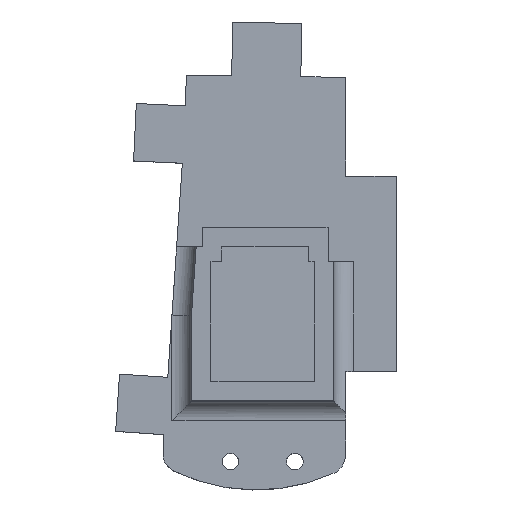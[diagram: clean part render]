
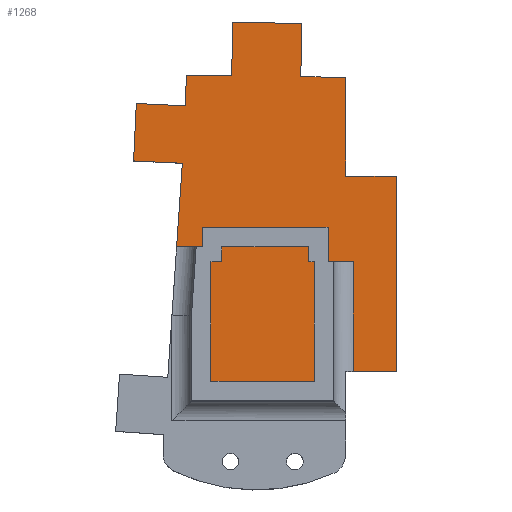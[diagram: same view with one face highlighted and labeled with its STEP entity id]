
A CAD part, top view. The second image highlights one B-rep face of the part: STEP entity #1268.
In plain terms, the highlighted planar face has unit normal (0, 0, 1).
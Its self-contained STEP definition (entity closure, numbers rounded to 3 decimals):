
#81=PLANE('',#1359);
#125=FACE_OUTER_BOUND('',#190,.T.);
#190=EDGE_LOOP('',(#881,#882,#883,#884,#885,#886,#887,#888,#889,#890,#891,
#892,#893,#894,#895,#896,#897,#898,#899,#900,#901,#902,#903,#904,#905,#906,
#907,#908));
#268=LINE('',#1838,#387);
#276=LINE('',#1863,#395);
#277=LINE('',#1865,#396);
#278=LINE('',#1866,#397);
#279=LINE('',#1868,#398);
#280=LINE('',#1870,#399);
#281=LINE('',#1872,#400);
#282=LINE('',#1874,#401);
#283=LINE('',#1876,#402);
#284=LINE('',#1878,#403);
#285=LINE('',#1880,#404);
#286=LINE('',#1882,#405);
#287=LINE('',#1884,#406);
#288=LINE('',#1886,#407);
#289=LINE('',#1888,#408);
#290=LINE('',#1890,#409);
#291=LINE('',#1892,#410);
#292=LINE('',#1894,#411);
#293=LINE('',#1896,#412);
#294=LINE('',#1898,#413);
#295=LINE('',#1900,#414);
#296=LINE('',#1902,#415);
#297=LINE('',#1904,#416);
#298=LINE('',#1906,#417);
#299=LINE('',#1908,#418);
#300=LINE('',#1910,#419);
#301=LINE('',#1912,#420);
#302=LINE('',#1913,#421);
#387=VECTOR('',#1480,10.);
#395=VECTOR('',#1504,10.);
#396=VECTOR('',#1505,10.);
#397=VECTOR('',#1506,10.);
#398=VECTOR('',#1507,10.);
#399=VECTOR('',#1508,10.);
#400=VECTOR('',#1509,10.);
#401=VECTOR('',#1510,10.);
#402=VECTOR('',#1511,10.);
#403=VECTOR('',#1512,10.);
#404=VECTOR('',#1513,10.);
#405=VECTOR('',#1514,10.);
#406=VECTOR('',#1515,10.);
#407=VECTOR('',#1516,10.);
#408=VECTOR('',#1517,10.);
#409=VECTOR('',#1518,10.);
#410=VECTOR('',#1519,10.);
#411=VECTOR('',#1520,10.);
#412=VECTOR('',#1521,10.);
#413=VECTOR('',#1522,10.);
#414=VECTOR('',#1523,10.);
#415=VECTOR('',#1524,10.);
#416=VECTOR('',#1525,10.);
#417=VECTOR('',#1526,10.);
#418=VECTOR('',#1527,10.);
#419=VECTOR('',#1528,10.);
#420=VECTOR('',#1529,10.);
#421=VECTOR('',#1530,10.);
#545=VERTEX_POINT('',#1835);
#546=VERTEX_POINT('',#1837);
#554=VERTEX_POINT('',#1858);
#555=VERTEX_POINT('',#1862);
#556=VERTEX_POINT('',#1864);
#557=VERTEX_POINT('',#1867);
#558=VERTEX_POINT('',#1869);
#559=VERTEX_POINT('',#1871);
#560=VERTEX_POINT('',#1873);
#561=VERTEX_POINT('',#1875);
#562=VERTEX_POINT('',#1877);
#563=VERTEX_POINT('',#1879);
#564=VERTEX_POINT('',#1881);
#565=VERTEX_POINT('',#1883);
#566=VERTEX_POINT('',#1885);
#567=VERTEX_POINT('',#1887);
#568=VERTEX_POINT('',#1889);
#569=VERTEX_POINT('',#1891);
#570=VERTEX_POINT('',#1893);
#571=VERTEX_POINT('',#1895);
#572=VERTEX_POINT('',#1897);
#573=VERTEX_POINT('',#1899);
#574=VERTEX_POINT('',#1901);
#575=VERTEX_POINT('',#1903);
#576=VERTEX_POINT('',#1905);
#577=VERTEX_POINT('',#1907);
#578=VERTEX_POINT('',#1909);
#579=VERTEX_POINT('',#1911);
#674=EDGE_CURVE('',#546,#545,#268,.T.);
#686=EDGE_CURVE('',#554,#555,#276,.T.);
#687=EDGE_CURVE('',#555,#556,#277,.T.);
#688=EDGE_CURVE('',#556,#546,#278,.T.);
#689=EDGE_CURVE('',#545,#557,#279,.T.);
#690=EDGE_CURVE('',#557,#558,#280,.T.);
#691=EDGE_CURVE('',#558,#559,#281,.T.);
#692=EDGE_CURVE('',#559,#560,#282,.T.);
#693=EDGE_CURVE('',#560,#561,#283,.T.);
#694=EDGE_CURVE('',#561,#562,#284,.T.);
#695=EDGE_CURVE('',#562,#563,#285,.T.);
#696=EDGE_CURVE('',#563,#564,#286,.T.);
#697=EDGE_CURVE('',#564,#565,#287,.T.);
#698=EDGE_CURVE('',#566,#565,#288,.T.);
#699=EDGE_CURVE('',#566,#567,#289,.T.);
#700=EDGE_CURVE('',#567,#568,#290,.T.);
#701=EDGE_CURVE('',#568,#569,#291,.T.);
#702=EDGE_CURVE('',#569,#570,#292,.T.);
#703=EDGE_CURVE('',#570,#571,#293,.T.);
#704=EDGE_CURVE('',#571,#572,#294,.T.);
#705=EDGE_CURVE('',#572,#573,#295,.T.);
#706=EDGE_CURVE('',#573,#574,#296,.T.);
#707=EDGE_CURVE('',#574,#575,#297,.T.);
#708=EDGE_CURVE('',#575,#576,#298,.T.);
#709=EDGE_CURVE('',#576,#577,#299,.T.);
#710=EDGE_CURVE('',#577,#578,#300,.T.);
#711=EDGE_CURVE('',#578,#579,#301,.T.);
#712=EDGE_CURVE('',#579,#554,#302,.T.);
#881=ORIENTED_EDGE('',*,*,#686,.T.);
#882=ORIENTED_EDGE('',*,*,#687,.T.);
#883=ORIENTED_EDGE('',*,*,#688,.T.);
#884=ORIENTED_EDGE('',*,*,#674,.T.);
#885=ORIENTED_EDGE('',*,*,#689,.T.);
#886=ORIENTED_EDGE('',*,*,#690,.T.);
#887=ORIENTED_EDGE('',*,*,#691,.T.);
#888=ORIENTED_EDGE('',*,*,#692,.T.);
#889=ORIENTED_EDGE('',*,*,#693,.T.);
#890=ORIENTED_EDGE('',*,*,#694,.T.);
#891=ORIENTED_EDGE('',*,*,#695,.T.);
#892=ORIENTED_EDGE('',*,*,#696,.T.);
#893=ORIENTED_EDGE('',*,*,#697,.T.);
#894=ORIENTED_EDGE('',*,*,#698,.F.);
#895=ORIENTED_EDGE('',*,*,#699,.T.);
#896=ORIENTED_EDGE('',*,*,#700,.T.);
#897=ORIENTED_EDGE('',*,*,#701,.T.);
#898=ORIENTED_EDGE('',*,*,#702,.T.);
#899=ORIENTED_EDGE('',*,*,#703,.T.);
#900=ORIENTED_EDGE('',*,*,#704,.T.);
#901=ORIENTED_EDGE('',*,*,#705,.T.);
#902=ORIENTED_EDGE('',*,*,#706,.T.);
#903=ORIENTED_EDGE('',*,*,#707,.T.);
#904=ORIENTED_EDGE('',*,*,#708,.T.);
#905=ORIENTED_EDGE('',*,*,#709,.T.);
#906=ORIENTED_EDGE('',*,*,#710,.T.);
#907=ORIENTED_EDGE('',*,*,#711,.T.);
#908=ORIENTED_EDGE('',*,*,#712,.T.);
#1268=ADVANCED_FACE('',(#125),#81,.T.);
#1359=AXIS2_PLACEMENT_3D('',#1861,#1502,#1503);
#1480=DIRECTION('',(0.,-1.,0.));
#1502=DIRECTION('center_axis',(0.,0.,1.));
#1503=DIRECTION('ref_axis',(1.,0.,0.));
#1504=DIRECTION('',(1.,0.,0.));
#1505=DIRECTION('',(0.,1.,0.));
#1506=DIRECTION('',(1.,0.,0.));
#1507=DIRECTION('',(-1.,0.,0.));
#1508=DIRECTION('',(0.,-1.,0.));
#1509=DIRECTION('',(1.,0.,0.));
#1510=DIRECTION('',(0.,1.,0.));
#1511=DIRECTION('',(-1.,0.,0.));
#1512=DIRECTION('',(0.,1.,0.));
#1513=DIRECTION('',(1.,0.,0.));
#1514=DIRECTION('',(0.,-1.,0.));
#1515=DIRECTION('',(1.,0.,0.));
#1516=DIRECTION('',(0.,1.,0.));
#1517=DIRECTION('',(1.,0.,0.));
#1518=DIRECTION('',(0.,1.,0.));
#1519=DIRECTION('',(-1.,0.,0.));
#1520=DIRECTION('',(0.,1.,0.));
#1521=DIRECTION('',(-1.,0.014,0.));
#1522=DIRECTION('',(0.023,1.,0.));
#1523=DIRECTION('',(-1.,0.023,0.));
#1524=DIRECTION('',(-0.023,-1.,0.));
#1525=DIRECTION('',(-1.,0.014,0.));
#1526=DIRECTION('',(-0.047,-0.999,0.));
#1527=DIRECTION('',(-0.999,0.047,0.));
#1528=DIRECTION('',(-0.047,-0.999,0.));
#1529=DIRECTION('',(0.999,-0.047,0.));
#1530=DIRECTION('',(-0.068,-0.998,0.));
#1835=CARTESIAN_POINT('',(-4.262,0.571,3.12));
#1837=CARTESIAN_POINT('',(-4.262,4.071,3.12));
#1838=CARTESIAN_POINT('',(-4.262,0.86,3.12));
#1858=CARTESIAN_POINT('',(-8.884,2.071,3.12));
#1861=CARTESIAN_POINT('Origin',(-0.745,1.148,3.12));
#1862=CARTESIAN_POINT('',(-6.262,2.071,3.12));
#1863=CARTESIAN_POINT('',(-3.503,2.071,3.12));
#1864=CARTESIAN_POINT('',(-6.262,4.071,3.12));
#1865=CARTESIAN_POINT('',(-6.262,2.61,3.12));
#1866=CARTESIAN_POINT('',(2.947,4.071,3.12));
#1867=CARTESIAN_POINT('',(-5.362,0.571,3.12));
#1868=CARTESIAN_POINT('',(-3.053,0.571,3.12));
#1869=CARTESIAN_POINT('',(-5.362,-11.729,3.12));
#1870=CARTESIAN_POINT('',(-5.362,-5.29,3.12));
#1871=CARTESIAN_POINT('',(5.238,-11.729,3.12));
#1872=CARTESIAN_POINT('',(2.247,-11.729,3.12));
#1873=CARTESIAN_POINT('',(5.238,0.571,3.12));
#1874=CARTESIAN_POINT('',(5.238,0.86,3.12));
#1875=CARTESIAN_POINT('',(4.638,0.571,3.12));
#1876=CARTESIAN_POINT('',(1.947,0.571,3.12));
#1877=CARTESIAN_POINT('',(4.638,4.071,3.12));
#1878=CARTESIAN_POINT('',(4.638,1.61,3.12));
#1879=CARTESIAN_POINT('',(6.638,4.071,3.12));
#1880=CARTESIAN_POINT('',(2.947,4.071,3.12));
#1881=CARTESIAN_POINT('',(6.638,0.571,3.12));
#1882=CARTESIAN_POINT('',(6.638,0.86,3.12));
#1883=CARTESIAN_POINT('',(9.238,0.571,3.12));
#1884=CARTESIAN_POINT('',(3.247,0.571,3.12));
#1885=CARTESIAN_POINT('',(9.238,-10.691,3.12));
#1886=CARTESIAN_POINT('',(9.238,-6.29,3.12));
#1887=CARTESIAN_POINT('',(13.647,-10.691,3.12));
#1888=CARTESIAN_POINT('',(8.432,-10.691,3.12));
#1889=CARTESIAN_POINT('',(13.647,9.335,3.12));
#1890=CARTESIAN_POINT('',(13.647,-10.691,3.12));
#1891=CARTESIAN_POINT('',(8.432,9.335,3.12));
#1892=CARTESIAN_POINT('',(13.647,9.335,3.12));
#1893=CARTESIAN_POINT('',(8.432,19.463,3.12));
#1894=CARTESIAN_POINT('',(8.432,9.335,3.12));
#1895=CARTESIAN_POINT('',(3.844,19.527,3.12));
#1896=CARTESIAN_POINT('',(8.432,19.463,3.12));
#1897=CARTESIAN_POINT('',(3.971,24.972,3.12));
#1898=CARTESIAN_POINT('',(3.844,19.527,3.12));
#1899=CARTESIAN_POINT('',(-3.119,25.138,3.12));
#1900=CARTESIAN_POINT('',(3.971,24.972,3.12));
#1901=CARTESIAN_POINT('',(-3.243,19.626,3.12));
#1902=CARTESIAN_POINT('',(-3.119,25.138,3.12));
#1903=CARTESIAN_POINT('',(-7.872,19.691,3.12));
#1904=CARTESIAN_POINT('',(-3.243,19.626,3.12));
#1905=CARTESIAN_POINT('',(-8.021,16.545,3.12));
#1906=CARTESIAN_POINT('',(-7.872,19.691,3.12));
#1907=CARTESIAN_POINT('',(-13.015,16.781,3.12));
#1908=CARTESIAN_POINT('',(-8.021,16.545,3.12));
#1909=CARTESIAN_POINT('',(-13.294,10.891,3.12));
#1910=CARTESIAN_POINT('',(-13.015,16.781,3.12));
#1911=CARTESIAN_POINT('',(-8.3,10.655,3.12));
#1912=CARTESIAN_POINT('',(-13.294,10.891,3.12));
#1913=CARTESIAN_POINT('',(-8.3,10.655,3.12));
